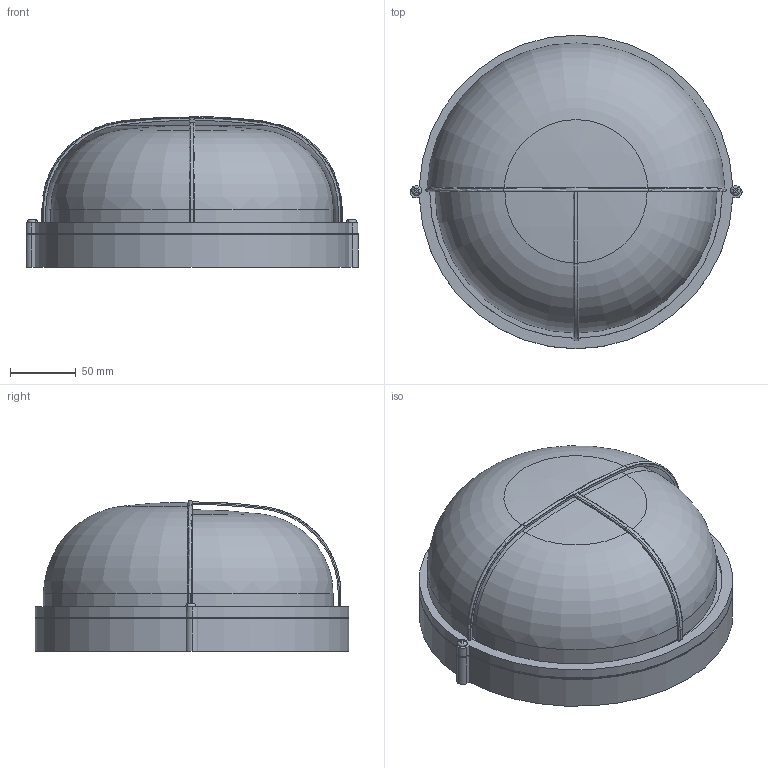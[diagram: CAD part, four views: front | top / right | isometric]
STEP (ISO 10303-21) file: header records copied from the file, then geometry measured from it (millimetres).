
FILE_DESCRIPTION (( 'STEP AP214' ), '1' );
FILE_NAME ('LNPP0-1105-1-100-K01 Ñâåòèëüíèê ÍÏÏ1105 áåëûé_êðóã ï_ñôåðà-ëó÷ 100Âò IP54 ÈÝÊ.STEP', '2017-06-23T07:39:11', ( '' ), ( '' ), 'SwSTEP 2.0', 'SolidWorks 2014', '' );
FILE_SCHEMA (( 'AUTOMOTIVE_DESIGN' ));
Length unit declared in the file: millimetre
Products named in the file (1): LNPP0-1105-1-100-K01 Ñâåòèëüíèê ÍÏÏ1105 áåëûé_êðóã ï_ñôåðà-ëó÷  100Âò IP54  ÈÝÊ
Bounding box: 253 x 239 x 114.99 mm (x, y, z)
Volume: 3363790.9 mm3; surface area: 230623.2 mm2
Topology: 1 solids, 1 shells, 149 faces, 379 edges, 242 vertices
Faces by surface type: plane 65, cylinder 46, torus 26, sphere 6, bspline 6
Entity records: 5372 total; most frequent: CARTESIAN_POINT 1697, DIRECTION 790, ORIENTED_EDGE 758, EDGE_CURVE 379, AXIS2_PLACEMENT_3D 315, VERTEX_POINT 242, CIRCLE 171, EDGE_LOOP 161
